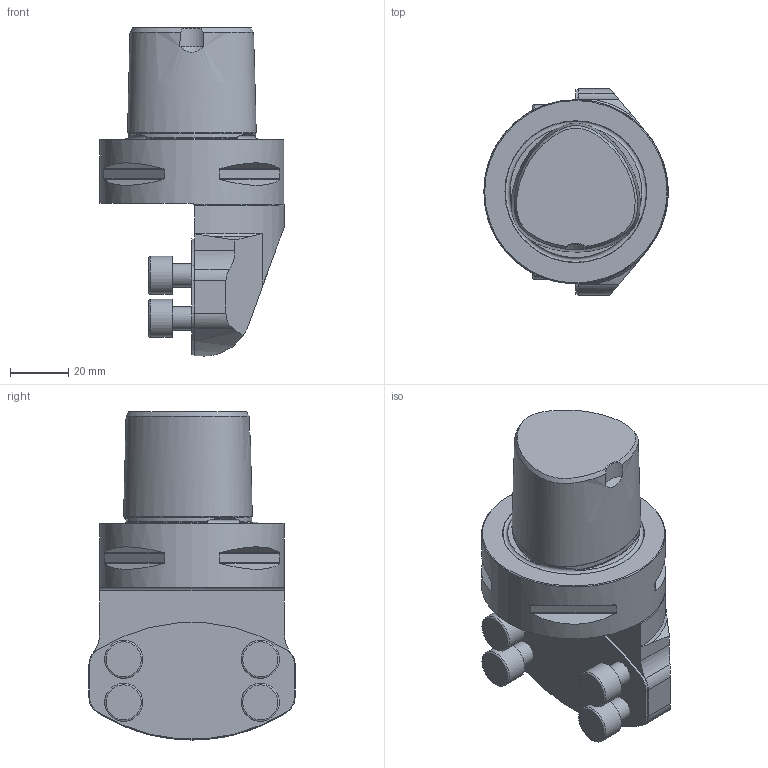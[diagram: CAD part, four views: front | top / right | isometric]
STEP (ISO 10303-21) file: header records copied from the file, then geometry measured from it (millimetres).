
FILE_DESCRIPTION(/* description */ (''),/* implementation_level */ '2;1');
FILE_NAME(/* name */ '1493213880929.stp',/* time_stamp */ '2017-04-26T15:38:05+02:00',/* author */ (''),/* organization */ ('SMS'),/* preprocessor_version */ 'ST-DEVELOPER v15',/* originating_system */ 'SIEMENS PLM Software NX 8.5',/* authorisation */ '');
FILE_SCHEMA (('AUTOMOTIVE_DESIGN { 1 0 10303 214 3 1 1 1 }'));
Length unit declared in the file: millimetre
Products named in the file (1): 201051364MOD000_00
Bounding box: 63.1 x 70.5 x 112.25 mm (x, y, z)
Volume: 197376.8 mm3; surface area: 26179.7 mm2
Topology: 1 solids, 1 shells, 95 faces, 234 edges, 157 vertices
Faces by surface type: plane 37, cylinder 34, cone 9, torus 8, bspline 7
Full cylindrical faces by diameter (mm): 8 x4, 13 x4, 63 x1
Entity records: 22541 total; most frequent: CARTESIAN_POINT 20431, ORIENTED_EDGE 414, DIRECTION 403, EDGE_CURVE 207, AXIS2_PLACEMENT_3D 170, VERTEX_POINT 147, EDGE_LOOP 128, ADVANCED_FACE 95
